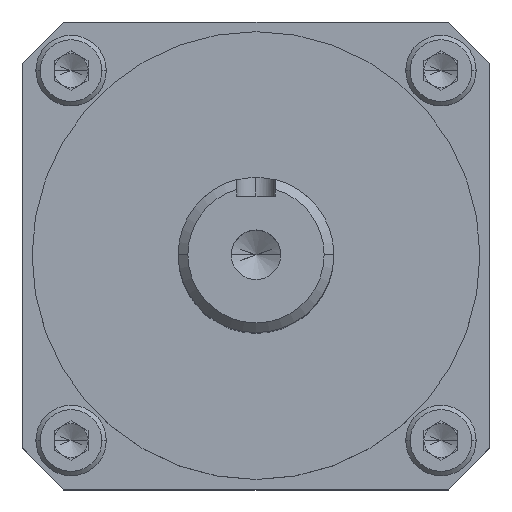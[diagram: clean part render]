
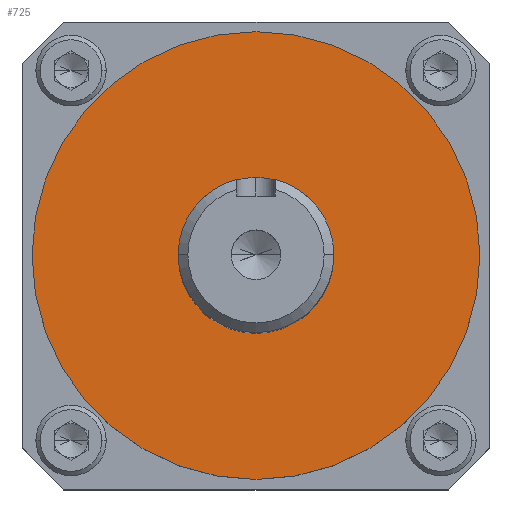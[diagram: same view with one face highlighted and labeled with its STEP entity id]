
A CAD part, top view. The second image highlights one B-rep face of the part: STEP entity #725.
In plain terms, the highlighted planar face has unit normal (0, 0, 1).
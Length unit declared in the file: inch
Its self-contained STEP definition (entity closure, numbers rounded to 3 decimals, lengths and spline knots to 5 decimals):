
#2 = CARTESIAN_POINT ( 'NONE',  ( -0.71875, 0., 0. ) ) ;
#37 = DIRECTION ( 'NONE',  ( 1., 0., 0. ) ) ;
#197 = DIRECTION ( 'NONE',  ( -1., 0., 0. ) ) ;
#202 = DIRECTION ( 'NONE',  ( 0., 0., 1. ) ) ;
#203 = CARTESIAN_POINT ( 'NONE',  ( 0., 0., 0. ) ) ;
#216 = CARTESIAN_POINT ( 'NONE',  ( 0.25, 0., 0. ) ) ;
#236 = ORIENTED_EDGE ( 'NONE', *, *, #1194, .F. ) ;
#386 = AXIS2_PLACEMENT_3D ( 'NONE', #3467, #3712, #37 ) ;
#472 = ORIENTED_EDGE ( 'NONE', *, *, #894, .F. ) ;
#496 = CIRCLE ( 'NONE', #683, 0.25 ) ;
#683 = AXIS2_PLACEMENT_3D ( 'NONE', #203, #202, #197 ) ;
#695 = FACE_OUTER_BOUND ( 'NONE', #1050, .T. ) ;
#725 = ADVANCED_FACE ( 'NONE', ( #695, #803 ), #1626, .F. ) ;
#751 = ORIENTED_EDGE ( 'NONE', *, *, #1434, .T. ) ;
#803 = FACE_BOUND ( 'NONE', #2752, .T. ) ;
#894 = EDGE_CURVE ( 'NONE', #1205, #3127, #3654, .T. ) ;
#1050 = EDGE_LOOP ( 'NONE', ( #2950, #751 ) ) ;
#1088 = DIRECTION ( 'NONE',  ( -1., 0., 0. ) ) ;
#1093 = DIRECTION ( 'NONE',  ( 0., 0., 1. ) ) ;
#1102 = CARTESIAN_POINT ( 'NONE',  ( 0., 0., 0. ) ) ;
#1194 = EDGE_CURVE ( 'NONE', #3127, #1205, #496, .T. ) ;
#1205 = VERTEX_POINT ( 'NONE', #216 ) ;
#1274 = DIRECTION ( 'NONE',  ( 0., 0., 1. ) ) ;
#1334 = EDGE_CURVE ( 'NONE', #2769, #2445, #1932, .T. ) ;
#1434 = EDGE_CURVE ( 'NONE', #2445, #2769, #2949, .T. ) ;
#1593 = DIRECTION ( 'NONE',  ( -1., 0., 0. ) ) ;
#1597 = DIRECTION ( 'NONE',  ( 0., 0., -1. ) ) ;
#1613 = CARTESIAN_POINT ( 'NONE',  ( 0., 0., 0. ) ) ;
#1626 = PLANE ( 'NONE',  #2477 ) ;
#1793 = AXIS2_PLACEMENT_3D ( 'NONE', #1102, #1093, #1088 ) ;
#1932 = CIRCLE ( 'NONE', #386, 0.71875 ) ;
#2445 = VERTEX_POINT ( 'NONE', #2 ) ;
#2477 = AXIS2_PLACEMENT_3D ( 'NONE', #1613, #1597, #1593 ) ;
#2652 = AXIS2_PLACEMENT_3D ( 'NONE', #3416, #1274, #3112 ) ;
#2752 = EDGE_LOOP ( 'NONE', ( #236, #472 ) ) ;
#2769 = VERTEX_POINT ( 'NONE', #3624 ) ;
#2949 = CIRCLE ( 'NONE', #2652, 0.71875 ) ;
#2950 = ORIENTED_EDGE ( 'NONE', *, *, #1334, .T. ) ;
#3112 = DIRECTION ( 'NONE',  ( 1., 0., 0. ) ) ;
#3127 = VERTEX_POINT ( 'NONE', #3372 ) ;
#3372 = CARTESIAN_POINT ( 'NONE',  ( -0.25, 0., 0. ) ) ;
#3416 = CARTESIAN_POINT ( 'NONE',  ( 0., 0., 0. ) ) ;
#3467 = CARTESIAN_POINT ( 'NONE',  ( 0., 0., 0. ) ) ;
#3624 = CARTESIAN_POINT ( 'NONE',  ( 0.71875, 0., 0. ) ) ;
#3654 = CIRCLE ( 'NONE', #1793, 0.25 ) ;
#3712 = DIRECTION ( 'NONE',  ( 0., 0., 1. ) ) ;
